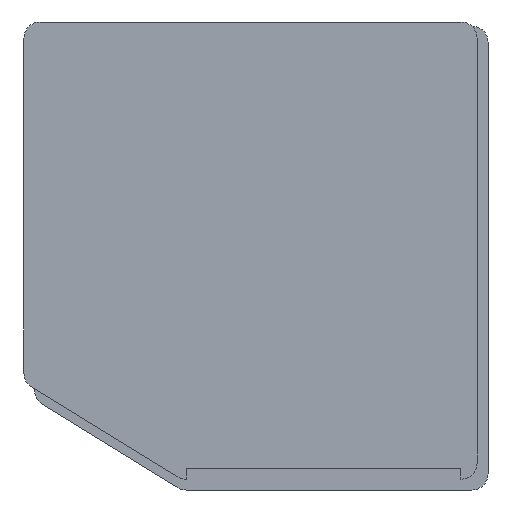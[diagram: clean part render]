
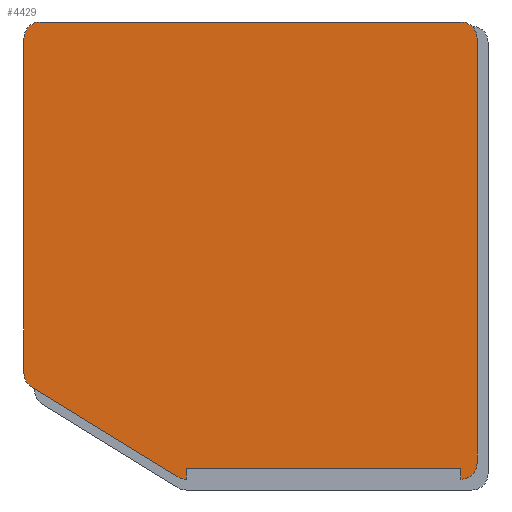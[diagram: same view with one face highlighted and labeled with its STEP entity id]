
A CAD part, front view. The second image highlights one B-rep face of the part: STEP entity #4429.
In plain terms, the highlighted planar face has unit normal (0, -1, 0).
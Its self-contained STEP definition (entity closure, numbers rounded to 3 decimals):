
#354=FACE_OUTER_BOUND('',#600,.T.);
#600=EDGE_LOOP('',(#2976,#2977,#2978,#2979,#2980,#2981,#2982,#2983,#2984,
#2985,#2986,#2987,#2988));
#867=CIRCLE('',#4698,3.);
#868=CIRCLE('',#4699,3.);
#869=CIRCLE('',#4700,3.);
#870=CIRCLE('',#4701,3.);
#871=CIRCLE('',#4702,3.);
#915=LINE('',#5767,#1367);
#921=LINE('',#5778,#1373);
#924=LINE('',#5782,#1376);
#929=LINE('',#5795,#1381);
#930=LINE('',#5797,#1382);
#931=LINE('',#5801,#1383);
#932=LINE('',#5805,#1384);
#933=LINE('',#5809,#1385);
#1367=VECTOR('',#4913,10.);
#1373=VECTOR('',#4921,10.);
#1376=VECTOR('',#4926,10.);
#1381=VECTOR('',#4939,10.);
#1382=VECTOR('',#4940,10.);
#1383=VECTOR('',#4943,10.);
#1384=VECTOR('',#4946,10.);
#1385=VECTOR('',#4949,10.);
#1824=VERTEX_POINT('',#5764);
#1825=VERTEX_POINT('',#5766);
#1828=VERTEX_POINT('',#5775);
#1829=VERTEX_POINT('',#5777);
#1832=VERTEX_POINT('',#5792);
#1833=VERTEX_POINT('',#5794);
#1834=VERTEX_POINT('',#5796);
#1835=VERTEX_POINT('',#5798);
#1836=VERTEX_POINT('',#5800);
#1837=VERTEX_POINT('',#5802);
#1838=VERTEX_POINT('',#5804);
#1839=VERTEX_POINT('',#5806);
#1840=VERTEX_POINT('',#5808);
#2276=EDGE_CURVE('',#1825,#1824,#915,.T.);
#2282=EDGE_CURVE('',#1829,#1828,#921,.T.);
#2285=EDGE_CURVE('',#1824,#1829,#924,.T.);
#2290=EDGE_CURVE('',#1832,#1828,#867,.T.);
#2291=EDGE_CURVE('',#1832,#1833,#929,.T.);
#2292=EDGE_CURVE('',#1833,#1834,#930,.T.);
#2293=EDGE_CURVE('',#1835,#1834,#868,.T.);
#2294=EDGE_CURVE('',#1835,#1836,#931,.T.);
#2295=EDGE_CURVE('',#1837,#1836,#869,.T.);
#2296=EDGE_CURVE('',#1837,#1838,#932,.T.);
#2297=EDGE_CURVE('',#1839,#1838,#870,.T.);
#2298=EDGE_CURVE('',#1839,#1840,#933,.T.);
#2299=EDGE_CURVE('',#1825,#1840,#871,.T.);
#2976=ORIENTED_EDGE('',*,*,#2276,.T.);
#2977=ORIENTED_EDGE('',*,*,#2285,.T.);
#2978=ORIENTED_EDGE('',*,*,#2282,.T.);
#2979=ORIENTED_EDGE('',*,*,#2290,.F.);
#2980=ORIENTED_EDGE('',*,*,#2291,.T.);
#2981=ORIENTED_EDGE('',*,*,#2292,.T.);
#2982=ORIENTED_EDGE('',*,*,#2293,.F.);
#2983=ORIENTED_EDGE('',*,*,#2294,.T.);
#2984=ORIENTED_EDGE('',*,*,#2295,.F.);
#2985=ORIENTED_EDGE('',*,*,#2296,.T.);
#2986=ORIENTED_EDGE('',*,*,#2297,.F.);
#2987=ORIENTED_EDGE('',*,*,#2298,.T.);
#2988=ORIENTED_EDGE('',*,*,#2299,.F.);
#4296=PLANE('',#4697);
#4429=ADVANCED_FACE('',(#354),#4296,.F.);
#4697=AXIS2_PLACEMENT_3D('',#5791,#4935,#4936);
#4698=AXIS2_PLACEMENT_3D('',#5793,#4937,#4938);
#4699=AXIS2_PLACEMENT_3D('',#5799,#4941,#4942);
#4700=AXIS2_PLACEMENT_3D('',#5803,#4944,#4945);
#4701=AXIS2_PLACEMENT_3D('',#5807,#4947,#4948);
#4702=AXIS2_PLACEMENT_3D('',#5810,#4950,#4951);
#4913=DIRECTION('',(0.,0.,1.));
#4921=DIRECTION('',(0.,0.,-1.));
#4926=DIRECTION('',(1.,0.,0.));
#4935=DIRECTION('center_axis',(0.,1.,0.));
#4936=DIRECTION('ref_axis',(1.,0.,0.));
#4937=DIRECTION('center_axis',(0.,1.,0.));
#4938=DIRECTION('ref_axis',(0.707,0.,-0.707));
#4939=DIRECTION('',(0.,0.,1.));
#4940=DIRECTION('',(0.,0.,1.));
#4941=DIRECTION('center_axis',(0.,1.,0.));
#4942=DIRECTION('ref_axis',(0.707,0.,0.707));
#4943=DIRECTION('',(-1.,0.,0.));
#4944=DIRECTION('center_axis',(0.,1.,0.));
#4945=DIRECTION('ref_axis',(-0.707,0.,0.707));
#4946=DIRECTION('',(0.,0.,-1.));
#4947=DIRECTION('center_axis',(0.,1.,0.));
#4948=DIRECTION('ref_axis',(-0.873,0.,-0.488));
#4949=DIRECTION('',(0.852,0.,-0.524));
#4950=DIRECTION('center_axis',(0.,1.,0.));
#4951=DIRECTION('ref_axis',(-0.272,0.,-0.962));
#5764=CARTESIAN_POINT('',(-51.909,0.,-80.759));
#5766=CARTESIAN_POINT('',(-51.909,0.,-82.759));
#5767=CARTESIAN_POINT('',(-51.909,0.,-61.572));
#5775=CARTESIAN_POINT('',(-1.,0.,-82.759));
#5777=CARTESIAN_POINT('',(-1.,0.,-80.759));
#5778=CARTESIAN_POINT('',(-1.,0.,-61.572));
#5782=CARTESIAN_POINT('',(-19.,0.,-80.759));
#5791=CARTESIAN_POINT('Origin',(-40.,0.,-40.384));
#5792=CARTESIAN_POINT('',(2.,0.,-79.759));
#5793=CARTESIAN_POINT('Origin',(-1.,0.,-79.759));
#5794=CARTESIAN_POINT('',(2.,0.,-66.));
#5795=CARTESIAN_POINT('',(2.,0.,-82.759));
#5796=CARTESIAN_POINT('',(2.,0.,-1.));
#5797=CARTESIAN_POINT('',(2.,0.,-66.));
#5798=CARTESIAN_POINT('',(-1.,0.,2.));
#5799=CARTESIAN_POINT('Origin',(-1.,0.,-1.));
#5800=CARTESIAN_POINT('',(-79.,0.,2.));
#5801=CARTESIAN_POINT('',(2.,0.,2.));
#5802=CARTESIAN_POINT('',(-82.,0.,-1.));
#5803=CARTESIAN_POINT('Origin',(-79.,0.,-1.));
#5804=CARTESIAN_POINT('',(-82.,0.,-63.093));
#5805=CARTESIAN_POINT('',(-82.,0.,2.));
#5806=CARTESIAN_POINT('',(-80.572,0.,-65.648));
#5807=CARTESIAN_POINT('Origin',(-79.,0.,-63.093));
#5808=CARTESIAN_POINT('',(-53.481,0.,-82.314));
#5809=CARTESIAN_POINT('',(-82.,0.,-64.77));
#5810=CARTESIAN_POINT('Origin',(-51.909,0.,-79.759));
